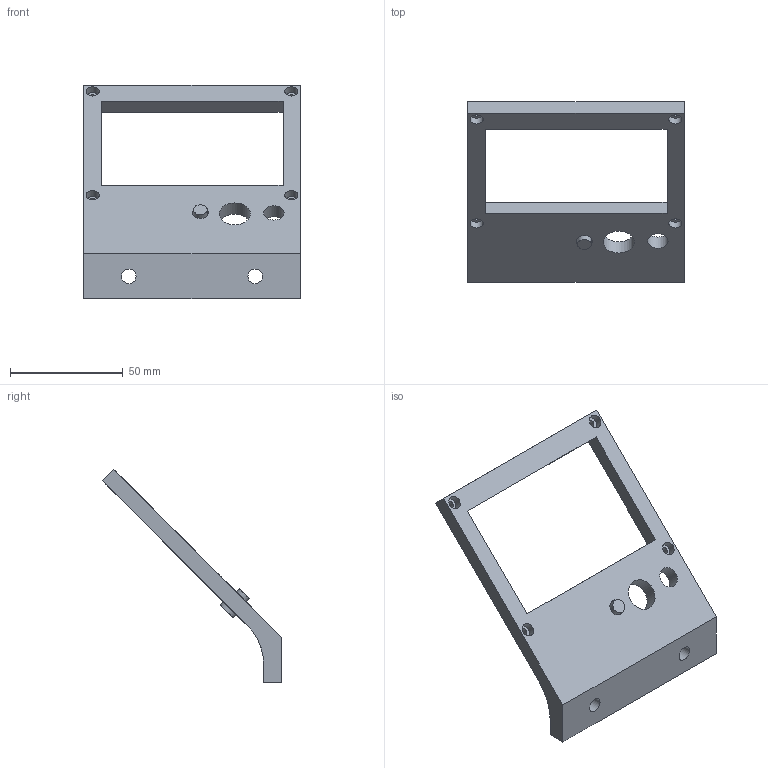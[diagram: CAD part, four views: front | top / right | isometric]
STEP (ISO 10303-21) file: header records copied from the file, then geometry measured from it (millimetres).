
FILE_DESCRIPTION(/* description */ (''),/* implementation_level */ '2;1');
FILE_NAME(/* name */ 'lcd-bracket.step',/* time_stamp */ '2018-09-10T23:02:48-06:00',/* author */ ('***REMOVED***'),/* organization */ (''),/* preprocessor_version */ 'ST-DEVELOPER v17.2',/* originating_system */ 'Autodesk Translation Framework v7.6.0.251',/* authorisation */ '');
FILE_SCHEMA (('AUTOMOTIVE_DESIGN { 1 0 10303 214 3 1 1 }'));
Length unit declared in the file: millimetre
Products named in the file (2): new lcd bracket; bracket
Assembly tree (1 placements, depth 2):
  new lcd bracket
    bracket
Bounding box: 96 x 79.64 x 94.69 mm (x, y, z)
Volume: 52054.4 mm3; surface area: 21111.1 mm2
Topology: 2 solids, 2 shells, 41 faces, 96 edges, 64 vertices
Faces by surface type: plane 23, cylinder 18
Full cylindrical faces by diameter (mm): 3.2 x4, 5.8 x4, 6.2 x1, 6.5 x2, 7 x1, 8.2 x1, 9 x1, 13.7 x1
Entity records: 1324 total; most frequent: CARTESIAN_POINT 256, DIRECTION 216, ORIENTED_EDGE 192, EDGE_CURVE 96, AXIS2_PLACEMENT_3D 78, EDGE_LOOP 66, VERTEX_POINT 64, LINE 60
